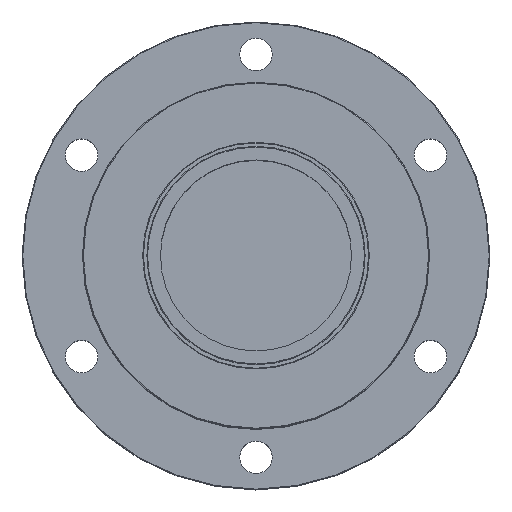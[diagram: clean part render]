
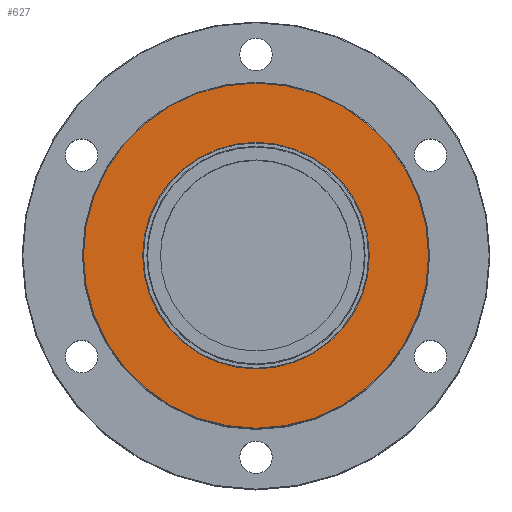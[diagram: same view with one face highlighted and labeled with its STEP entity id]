
A CAD part, top view. The second image highlights one B-rep face of the part: STEP entity #627.
In plain terms, the highlighted planar face has unit normal (0, 0, 1).
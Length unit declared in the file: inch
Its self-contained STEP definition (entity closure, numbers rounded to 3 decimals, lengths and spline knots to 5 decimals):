
#228 = VERTEX_POINT ( 'NONE', #370 ) ;
#229 = VERTEX_POINT ( 'NONE', #371 ) ;
#232 = VERTEX_POINT ( 'NONE', #374 ) ;
#233 = VERTEX_POINT ( 'NONE', #375 ) ;
#370 = CARTESIAN_POINT ( 'NONE',  ( 1.635, 0., -1.38 ) ) ;
#371 = CARTESIAN_POINT ( 'NONE',  ( -1.635, 0., -1.38 ) ) ;
#374 = CARTESIAN_POINT ( 'NONE',  ( 2.49, 0., -1.38 ) ) ;
#375 = CARTESIAN_POINT ( 'NONE',  ( -2.49, 0., -1.38 ) ) ;
#534 = EDGE_LOOP ( 'NONE', ( #1650, #1651 ) ) ;
#549 = EDGE_LOOP ( 'NONE', ( #1652, #1653 ) ) ;
#627 = ADVANCED_FACE ( 'NONE', ( #2021, #2014 ), #2100, .F. ) ;
#674 = CIRCLE ( 'NONE', #2832, 1.635 ) ;
#685 = CIRCLE ( 'NONE', #2836, 2.49 ) ;
#697 = EDGE_CURVE ( 'NONE', #233, #232, #3000, .T. ) ;
#701 = EDGE_CURVE ( 'NONE', #229, #228, #3005, .T. ) ;
#968 = EDGE_CURVE ( 'NONE', #228, #229, #674, .T. ) ;
#976 = EDGE_CURVE ( 'NONE', #232, #233, #685, .T. ) ;
#1139 = AXIS2_PLACEMENT_3D ( 'NONE', #2101, #2109, #2110 ) ;
#1147 = CARTESIAN_POINT ( 'NONE',  ( 0., 0., -1.38 ) ) ;
#1148 = DIRECTION ( 'NONE',  ( 0., 0., -1. ) ) ;
#1149 = DIRECTION ( 'NONE',  ( -1., 0., 0. ) ) ;
#1159 = CARTESIAN_POINT ( 'NONE',  ( 0., 0., -1.38 ) ) ;
#1160 = DIRECTION ( 'NONE',  ( 0., 0., 1. ) ) ;
#1161 = DIRECTION ( 'NONE',  ( -1., 0., 0. ) ) ;
#1650 = ORIENTED_EDGE ( 'NONE', *, *, #697, .T. ) ;
#1651 = ORIENTED_EDGE ( 'NONE', *, *, #976, .T. ) ;
#1652 = ORIENTED_EDGE ( 'NONE', *, *, #701, .T. ) ;
#1653 = ORIENTED_EDGE ( 'NONE', *, *, #968, .T. ) ;
#2014 = FACE_BOUND ( 'NONE', #549, .T. ) ;
#2021 = FACE_OUTER_BOUND ( 'NONE', #534, .T. ) ;
#2100 = PLANE ( 'NONE',  #1139 ) ;
#2101 = CARTESIAN_POINT ( 'NONE',  ( 0., 0., -1.38 ) ) ;
#2109 = DIRECTION ( 'NONE',  ( 0., 0., -1. ) ) ;
#2110 = DIRECTION ( 'NONE',  ( -1., 0., 0. ) ) ;
#2282 = CARTESIAN_POINT ( 'NONE',  ( 0., 0., -1.38 ) ) ;
#2283 = DIRECTION ( 'NONE',  ( 0., 0., 1. ) ) ;
#2284 = DIRECTION ( 'NONE',  ( -1., 0., 0. ) ) ;
#2286 = CARTESIAN_POINT ( 'NONE',  ( 0., 0., -1.38 ) ) ;
#2292 = DIRECTION ( 'NONE',  ( 0., 0., -1. ) ) ;
#2293 = DIRECTION ( 'NONE',  ( -1., 0., 0. ) ) ;
#2741 = AXIS2_PLACEMENT_3D ( 'NONE', #2282, #2283, #2284 ) ;
#2745 = AXIS2_PLACEMENT_3D ( 'NONE', #2286, #2292, #2293 ) ;
#2832 = AXIS2_PLACEMENT_3D ( 'NONE', #1147, #1148, #1149 ) ;
#2836 = AXIS2_PLACEMENT_3D ( 'NONE', #1159, #1160, #1161 ) ;
#3000 = CIRCLE ( 'NONE', #2741, 2.49 ) ;
#3005 = CIRCLE ( 'NONE', #2745, 1.635 ) ;
